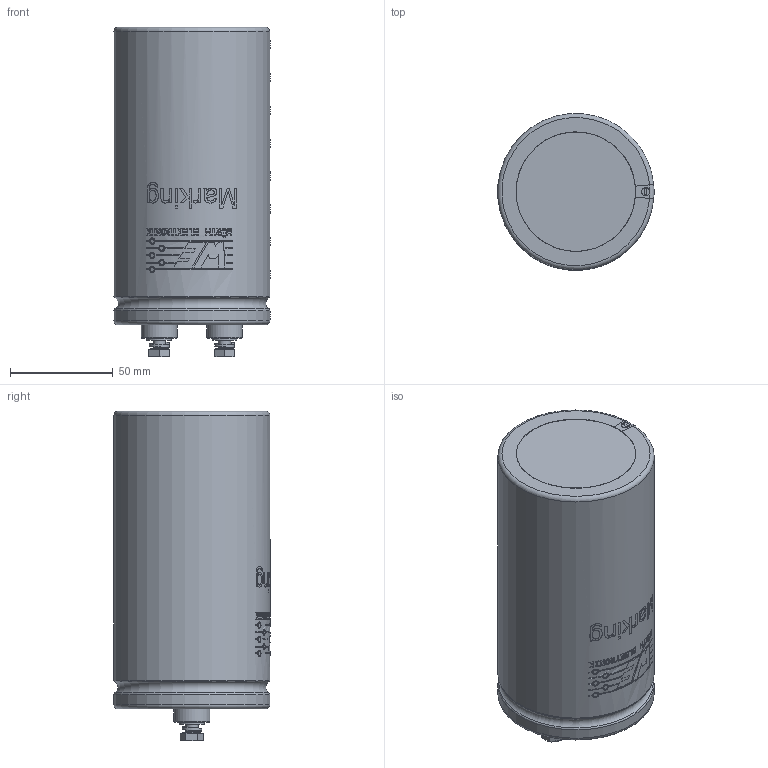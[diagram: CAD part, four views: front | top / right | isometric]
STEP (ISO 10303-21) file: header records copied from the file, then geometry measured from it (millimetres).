
FILE_DESCRIPTION(/* description */ ('Unknown'),/* implementation_level */ '2;1');
FILE_NAME(/* name */ 'WCAP-AWG8_76,2x145',/* time_stamp */ '2020-01-13T14:26:04+01:00',/* author */ ('Unknown'),/* organization */ ('Unknown'),/* preprocessor_version */ 'ST-DEVELOPER v16.7',/* originating_system */ 'DEX',/* authorisation */ $);
FILE_SCHEMA (('AUTOMOTIVE_DESIGN {1 0 10303 214 3 1 1}'));
Length unit declared in the file: millimetre
Products named in the file (5): WCAP-AWG8; Capacitor; Scheibe M6; Federring M6; M6x12
Assembly tree (7 placements, depth 2):
  WCAP-AWG8
    Capacitor
    Scheibe M6  x2
    Federring M6  x2
    M6x12  x2
Bounding box: 76.06 x 76.06 x 160.5 mm (x, y, z)
Volume: 659476.4 mm3; surface area: 48113.6 mm2
Topology: 7 solids, 7 shells, 567 faces, 1391 edges, 920 vertices
Faces by surface type: plane 320, bspline 116, cylinder 93, torus 32, cone 6
Full cylindrical faces by diameter (mm): 4 x2, 4.917 x2, 6 x2, 6.2 x1, 6.6 x4, 8.88 x2, 9.6 x2, 12 x2, 17.5 x2, 58.2 x1, 61.2 x1, 66.2 x1
Entity records: 28352 total; most frequent: CARTESIAN_POINT 13075, ORIENTED_EDGE 2476, DIRECTION 2123, EDGE_CURVE 1238, VERTEX_POINT 848, AXIS2_PLACEMENT_3D 764, EDGE_LOOP 640, FACE_BOUND 640
